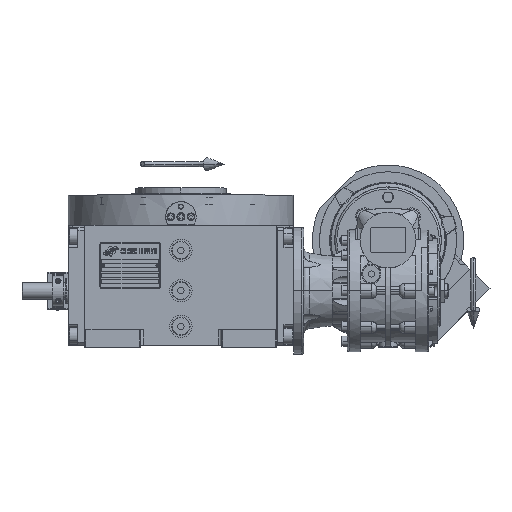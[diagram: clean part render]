
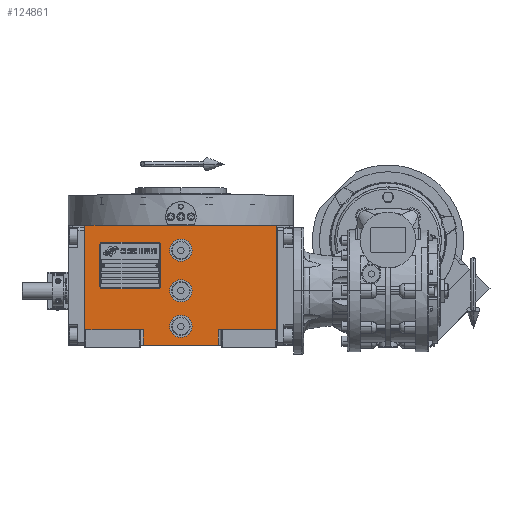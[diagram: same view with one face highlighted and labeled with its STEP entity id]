
A CAD part, top view. The second image highlights one B-rep face of the part: STEP entity #124861.
In plain terms, the highlighted planar face has unit normal (0, 0, 1).
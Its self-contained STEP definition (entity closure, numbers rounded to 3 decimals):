
#3860 = LINE ( 'NONE', #129049, #64516 ) ;
#4187 = DIRECTION ( 'NONE',  ( 0., 0., 1. ) ) ;
#4328 = DIRECTION ( 'NONE',  ( 0., 0., 1. ) ) ;
#4340 = CARTESIAN_POINT ( 'NONE',  ( 37., -38.5, 163.5 ) ) ;
#4662 = CARTESIAN_POINT ( 'NONE',  ( -37., -53.5, 163.5 ) ) ;
#6136 = ORIENTED_EDGE ( 'NONE', *, *, #131299, .F. ) ;
#6207 = CARTESIAN_POINT ( 'NONE',  ( -37., -53.5, 163.5 ) ) ;
#7723 = DIRECTION ( 'NONE',  ( 0., 0., 1. ) ) ;
#9801 = CARTESIAN_POINT ( 'NONE',  ( 0., 0., 163.5 ) ) ;
#11658 = DIRECTION ( 'NONE',  ( 1., 0., 0. ) ) ;
#12989 = EDGE_CURVE ( 'NONE', #129460, #79444, #25815, .T. ) ;
#14103 = CARTESIAN_POINT ( 'NONE',  ( -94.5, 64.5, 163.5 ) ) ;
#14134 = CARTESIAN_POINT ( 'NONE',  ( 11., 40., 163.5 ) ) ;
#14432 = AXIS2_PLACEMENT_3D ( 'NONE', #107817, #55812, #79569 ) ;
#14628 = FACE_OUTER_BOUND ( 'NONE', #108277, .T. ) ;
#15152 = DIRECTION ( 'NONE',  ( 1., 0., 0. ) ) ;
#15176 = VERTEX_POINT ( 'NONE', #125283 ) ;
#16364 = EDGE_LOOP ( 'NONE', ( #99681, #19461 ) ) ;
#18904 = CIRCLE ( 'NONE', #88721, 11. ) ;
#19461 = ORIENTED_EDGE ( 'NONE', *, *, #66870, .F. ) ;
#19797 = VERTEX_POINT ( 'NONE', #76266 ) ;
#20595 = CARTESIAN_POINT ( 'NONE',  ( -94.5, -38.5, 163.5 ) ) ;
#21262 = ORIENTED_EDGE ( 'NONE', *, *, #83626, .F. ) ;
#21274 = VECTOR ( 'NONE', #41281, 1000. ) ;
#22654 = CARTESIAN_POINT ( 'NONE',  ( 0., -35., 163.5 ) ) ;
#23192 = EDGE_CURVE ( 'NONE', #65499, #59474, #110349, .T. ) ;
#23807 = EDGE_CURVE ( 'NONE', #68784, #110111, #3860, .T. ) ;
#24363 = LINE ( 'NONE', #14103, #27662 ) ;
#24995 = CARTESIAN_POINT ( 'NONE',  ( -94.5, 64.5, 163.5 ) ) ;
#25815 = LINE ( 'NONE', #36721, #34896 ) ;
#27662 = VECTOR ( 'NONE', #55829, 1000. ) ;
#31090 = CARTESIAN_POINT ( 'NONE',  ( 94.5, 64.5, 163.5 ) ) ;
#34050 = ORIENTED_EDGE ( 'NONE', *, *, #123322, .F. ) ;
#34414 = CARTESIAN_POINT ( 'NONE',  ( -94.5, -53.5, 163.5 ) ) ;
#34779 = CIRCLE ( 'NONE', #100478, 11. ) ;
#34896 = VECTOR ( 'NONE', #88769, 1000. ) ;
#35138 = AXIS2_PLACEMENT_3D ( 'NONE', #9801, #104208, #52212 ) ;
#36534 = LINE ( 'NONE', #78310, #21274 ) ;
#36721 = CARTESIAN_POINT ( 'NONE',  ( -37., -53.5, 163.5 ) ) ;
#40211 = VERTEX_POINT ( 'NONE', #31090 ) ;
#41281 = DIRECTION ( 'NONE',  ( 0., 1., 0. ) ) ;
#45178 = DIRECTION ( 'NONE',  ( 1., 0., 0. ) ) ;
#46098 = DIRECTION ( 'NONE',  ( 1., 0., 0. ) ) ;
#48636 = ORIENTED_EDGE ( 'NONE', *, *, #80716, .F. ) ;
#49682 = AXIS2_PLACEMENT_3D ( 'NONE', #34414, #4328, #46098 ) ;
#51195 = DIRECTION ( 'NONE',  ( 0., 1., 0. ) ) ;
#51316 = VERTEX_POINT ( 'NONE', #115120 ) ;
#51850 = LINE ( 'NONE', #103174, #76812 ) ;
#52047 = ORIENTED_EDGE ( 'NONE', *, *, #23192, .F. ) ;
#52212 = DIRECTION ( 'NONE',  ( -1., 0., 0. ) ) ;
#53125 = ORIENTED_EDGE ( 'NONE', *, *, #12989, .F. ) ;
#53758 = EDGE_CURVE ( 'NONE', #19797, #51316, #18904, .T. ) ;
#55812 = DIRECTION ( 'NONE',  ( 0., 0., 1. ) ) ;
#55829 = DIRECTION ( 'NONE',  ( 1., 0., 0. ) ) ;
#58033 = LINE ( 'NONE', #4662, #114054 ) ;
#59030 = DIRECTION ( 'NONE',  ( 1., 0., 0. ) ) ;
#59474 = VERTEX_POINT ( 'NONE', #74834 ) ;
#60715 = EDGE_CURVE ( 'NONE', #100218, #40211, #24363, .T. ) ;
#64516 = VECTOR ( 'NONE', #94929, 1000. ) ;
#65499 = VERTEX_POINT ( 'NONE', #14134 ) ;
#66619 = FACE_BOUND ( 'NONE', #16364, .T. ) ;
#66851 = CARTESIAN_POINT ( 'NONE',  ( -94.5, -38.5, 163.5 ) ) ;
#66870 = EDGE_CURVE ( 'NONE', #79839, #15176, #133511, .T. ) ;
#67103 = ORIENTED_EDGE ( 'NONE', *, *, #87102, .T. ) ;
#67716 = CARTESIAN_POINT ( 'NONE',  ( 37., -38.5, 163.5 ) ) ;
#68784 = VERTEX_POINT ( 'NONE', #67716 ) ;
#68960 = DIRECTION ( 'NONE',  ( 1., 0., 0. ) ) ;
#69919 = CIRCLE ( 'NONE', #93958, 11. ) ;
#70673 = CARTESIAN_POINT ( 'NONE',  ( 0., 0., 163.5 ) ) ;
#71382 = EDGE_CURVE ( 'NONE', #15176, #79839, #34779, .T. ) ;
#74834 = CARTESIAN_POINT ( 'NONE',  ( -11., 40., 163.5 ) ) ;
#76208 = LINE ( 'NONE', #4340, #134300 ) ;
#76266 = CARTESIAN_POINT ( 'NONE',  ( 11., -35., 163.5 ) ) ;
#76812 = VECTOR ( 'NONE', #51195, 1000. ) ;
#77580 = DIRECTION ( 'NONE',  ( 0., -1., 0. ) ) ;
#78310 = CARTESIAN_POINT ( 'NONE',  ( 94.5, -38.5, 163.5 ) ) ;
#79444 = VERTEX_POINT ( 'NONE', #106810 ) ;
#79569 = DIRECTION ( 'NONE',  ( -1., 0., 0. ) ) ;
#79839 = VERTEX_POINT ( 'NONE', #127851 ) ;
#80716 = EDGE_CURVE ( 'NONE', #68784, #85027, #76208, .T. ) ;
#81626 = VERTEX_POINT ( 'NONE', #66851 ) ;
#83511 = LINE ( 'NONE', #20595, #116372 ) ;
#83626 = EDGE_CURVE ( 'NONE', #51316, #19797, #69919, .T. ) ;
#85027 = VERTEX_POINT ( 'NONE', #93192 ) ;
#85798 = FACE_BOUND ( 'NONE', #134206, .T. ) ;
#87102 = EDGE_CURVE ( 'NONE', #129460, #85027, #58033, .T. ) ;
#88721 = AXIS2_PLACEMENT_3D ( 'NONE', #22654, #116370, #45178 ) ;
#88769 = DIRECTION ( 'NONE',  ( 0., 1., 0. ) ) ;
#92754 = EDGE_CURVE ( 'NONE', #110111, #40211, #36534, .T. ) ;
#93065 = CIRCLE ( 'NONE', #14432, 11. ) ;
#93192 = CARTESIAN_POINT ( 'NONE',  ( 37., -53.5, 163.5 ) ) ;
#93958 = AXIS2_PLACEMENT_3D ( 'NONE', #113036, #101423, #123304 ) ;
#94929 = DIRECTION ( 'NONE',  ( 1., 0., 0. ) ) ;
#98091 = PLANE ( 'NONE',  #49682 ) ;
#99681 = ORIENTED_EDGE ( 'NONE', *, *, #71382, .F. ) ;
#100218 = VERTEX_POINT ( 'NONE', #24995 ) ;
#100478 = AXIS2_PLACEMENT_3D ( 'NONE', #70673, #7723, #59030 ) ;
#101423 = DIRECTION ( 'NONE',  ( 0., 0., 1. ) ) ;
#103174 = CARTESIAN_POINT ( 'NONE',  ( -94.5, -38.5, 163.5 ) ) ;
#104208 = DIRECTION ( 'NONE',  ( 0., 0., 1. ) ) ;
#105923 = AXIS2_PLACEMENT_3D ( 'NONE', #108211, #4187, #15152 ) ;
#106810 = CARTESIAN_POINT ( 'NONE',  ( -37., -38.5, 163.5 ) ) ;
#107817 = CARTESIAN_POINT ( 'NONE',  ( 0., 40., 163.5 ) ) ;
#108211 = CARTESIAN_POINT ( 'NONE',  ( 0., 40., 163.5 ) ) ;
#108239 = ORIENTED_EDGE ( 'NONE', *, *, #92754, .T. ) ;
#108277 = EDGE_LOOP ( 'NONE', ( #67103, #48636, #120655, #108239, #128052, #6136, #122025, #53125 ) ) ;
#108353 = FACE_BOUND ( 'NONE', #117991, .T. ) ;
#110111 = VERTEX_POINT ( 'NONE', #112021 ) ;
#110349 = CIRCLE ( 'NONE', #105923, 11. ) ;
#112021 = CARTESIAN_POINT ( 'NONE',  ( 94.5, -38.5, 163.5 ) ) ;
#113036 = CARTESIAN_POINT ( 'NONE',  ( 0., -35., 163.5 ) ) ;
#114054 = VECTOR ( 'NONE', #68960, 1000. ) ;
#115120 = CARTESIAN_POINT ( 'NONE',  ( -11., -35., 163.5 ) ) ;
#116370 = DIRECTION ( 'NONE',  ( 0., 0., 1. ) ) ;
#116372 = VECTOR ( 'NONE', #11658, 1000. ) ;
#117991 = EDGE_LOOP ( 'NONE', ( #124855, #21262 ) ) ;
#120655 = ORIENTED_EDGE ( 'NONE', *, *, #23807, .T. ) ;
#122025 = ORIENTED_EDGE ( 'NONE', *, *, #132075, .T. ) ;
#123304 = DIRECTION ( 'NONE',  ( -1., 0., 0. ) ) ;
#123322 = EDGE_CURVE ( 'NONE', #59474, #65499, #93065, .T. ) ;
#124855 = ORIENTED_EDGE ( 'NONE', *, *, #53758, .F. ) ;
#124861 = ADVANCED_FACE ( 'NONE', ( #66619, #108353, #85798, #14628 ), #98091, .T. ) ;
#125283 = CARTESIAN_POINT ( 'NONE',  ( 11., 0., 163.5 ) ) ;
#127851 = CARTESIAN_POINT ( 'NONE',  ( -11., 0., 163.5 ) ) ;
#128052 = ORIENTED_EDGE ( 'NONE', *, *, #60715, .F. ) ;
#129049 = CARTESIAN_POINT ( 'NONE',  ( 37., -38.5, 163.5 ) ) ;
#129460 = VERTEX_POINT ( 'NONE', #6207 ) ;
#131299 = EDGE_CURVE ( 'NONE', #81626, #100218, #51850, .T. ) ;
#132075 = EDGE_CURVE ( 'NONE', #81626, #79444, #83511, .T. ) ;
#133511 = CIRCLE ( 'NONE', #35138, 11. ) ;
#134206 = EDGE_LOOP ( 'NONE', ( #52047, #34050 ) ) ;
#134300 = VECTOR ( 'NONE', #77580, 1000. ) ;
